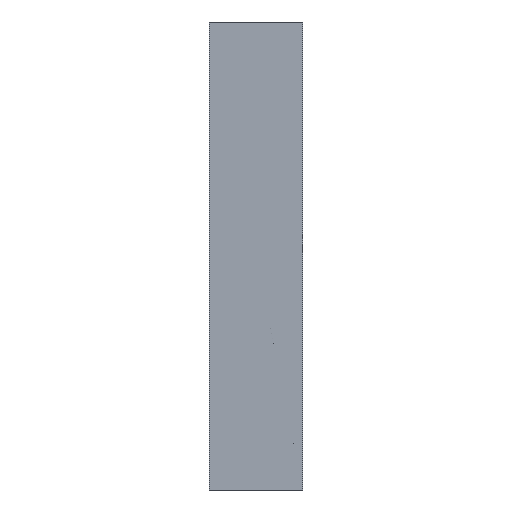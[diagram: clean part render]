
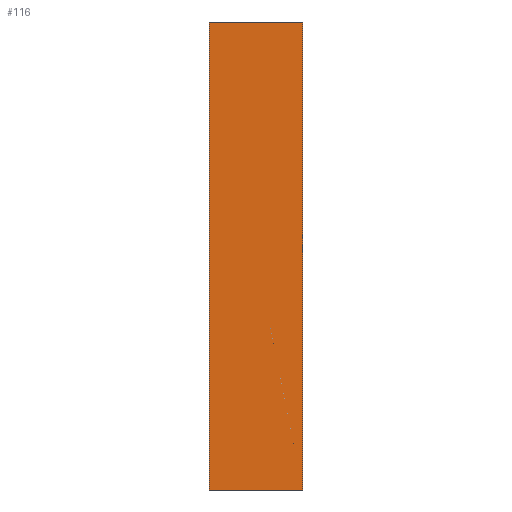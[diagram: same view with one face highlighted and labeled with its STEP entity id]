
A CAD part, front view. The second image highlights one B-rep face of the part: STEP entity #116.
In plain terms, the highlighted planar face has unit normal (0, -1, 0).
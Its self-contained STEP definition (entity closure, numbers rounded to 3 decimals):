
#116 = ADVANCED_FACE( '', ( #210 ), #211, .T. );
#210 = FACE_OUTER_BOUND( '', #2027, .T. );
#211 = PLANE( '', #2028 );
#2027 = EDGE_LOOP( '', ( #2297, #2298, #2299, #2300 ) );
#2028 = AXIS2_PLACEMENT_3D( '', #2301, #2302, #2303 );
#2297 = ORIENTED_EDGE( '', *, *, #2397, .F. );
#2298 = ORIENTED_EDGE( '', *, *, #2404, .F. );
#2299 = ORIENTED_EDGE( '', *, *, #2402, .T. );
#2300 = ORIENTED_EDGE( '', *, *, #2367, .T. );
#2301 = CARTESIAN_POINT( '', ( 50., 0., 0. ) );
#2302 = DIRECTION( '', ( 0., -1., 0. ) );
#2303 = DIRECTION( '', ( 0., 0., -1. ) );
#2367 = EDGE_CURVE( '', #2505, #2503, #2506, .T. );
#2397 = EDGE_CURVE( '', #2542, #2503, #2544, .T. );
#2402 = EDGE_CURVE( '', #2550, #2505, #2551, .T. );
#2404 = EDGE_CURVE( '', #2550, #2542, #2553, .T. );
#2503 = VERTEX_POINT( '', #3244 );
#2505 = VERTEX_POINT( '', #3247 );
#2506 = LINE( '', #3248, #3249 );
#2542 = VERTEX_POINT( '', #3521 );
#2544 = LINE( '', #3524, #3525 );
#2550 = VERTEX_POINT( '', #3533 );
#2551 = LINE( '', #3534, #3535 );
#2553 = LINE( '', #3538, #3539 );
#3244 = CARTESIAN_POINT( '', ( -50., 0., 500. ) );
#3247 = CARTESIAN_POINT( '', ( 50., 0., 500. ) );
#3248 = CARTESIAN_POINT( '', ( 50., 0., 500. ) );
#3249 = VECTOR( '', #3614, 1000. );
#3521 = CARTESIAN_POINT( '', ( -50., 0., 0. ) );
#3524 = CARTESIAN_POINT( '', ( -50., 0., 0. ) );
#3525 = VECTOR( '', #3669, 1000. );
#3533 = CARTESIAN_POINT( '', ( 50., 0., 0. ) );
#3534 = CARTESIAN_POINT( '', ( 50., 0., 0. ) );
#3535 = VECTOR( '', #3678, 1000. );
#3538 = CARTESIAN_POINT( '', ( 50., 0., 0. ) );
#3539 = VECTOR( '', #3680, 1000. );
#3614 = DIRECTION( '', ( -1., 0., 0. ) );
#3669 = DIRECTION( '', ( 0., 0., 1. ) );
#3678 = DIRECTION( '', ( 0., 0., 1. ) );
#3680 = DIRECTION( '', ( -1., 0., 0. ) );
